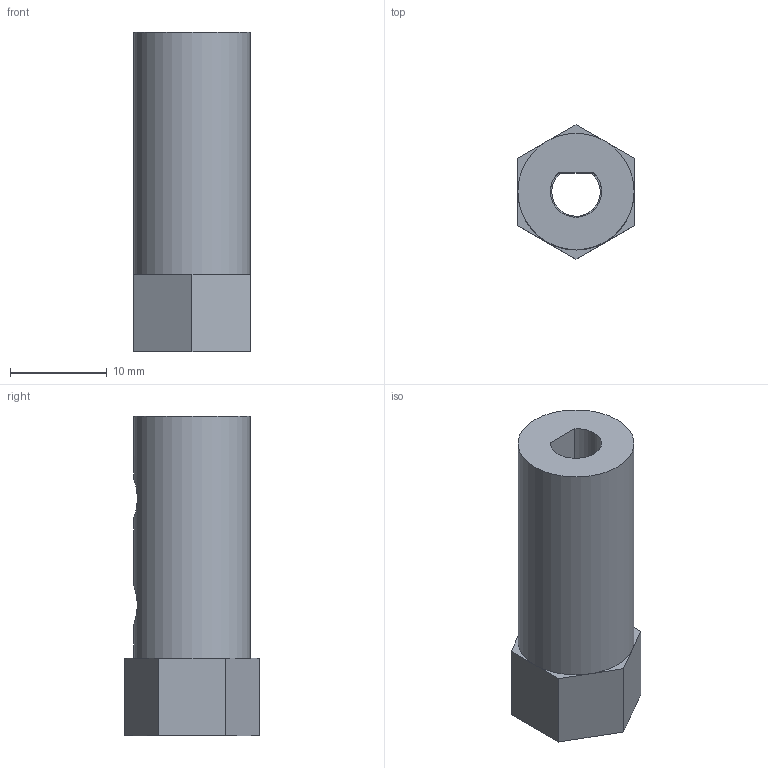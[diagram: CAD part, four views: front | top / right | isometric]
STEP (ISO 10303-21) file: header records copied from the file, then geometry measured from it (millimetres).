
FILE_DESCRIPTION(/* description */ (''),/* implementation_level */ '2;1');
FILE_NAME(/* name */ 'Coupler v8.step',/* time_stamp */ '2021-06-01T09:35:30+02:00',/* author */ (''),/* organization */ (''),/* preprocessor_version */ 'ST-DEVELOPER v18.1',/* originating_system */ 'Autodesk Translation Framework v10.9.0.1377',/* authorisation */ '');
FILE_SCHEMA (('AUTOMOTIVE_DESIGN { 1 0 10303 214 3 1 1 }'));
Length unit declared in the file: millimetre
Products named in the file (1): Coupler
Bounding box: 12 x 13.86 x 33 mm (x, y, z)
Volume: 3059.9 mm3; surface area: 2068.1 mm2
Topology: 1 solids, 1 shells, 24 faces, 65 edges, 41 vertices
Faces by surface type: plane 19, cylinder 5
Full cylindrical faces by diameter (mm): 4 x2, 5 x1, 12 x1
Entity records: 904 total; most frequent: CARTESIAN_POINT 253, ORIENTED_EDGE 130, DIRECTION 122, EDGE_CURVE 65, AXIS2_PLACEMENT_3D 42, VERTEX_POINT 41, LINE 38, VECTOR 38
